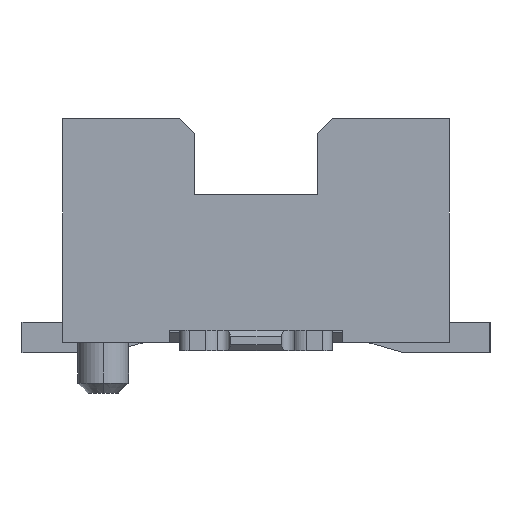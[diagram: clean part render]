
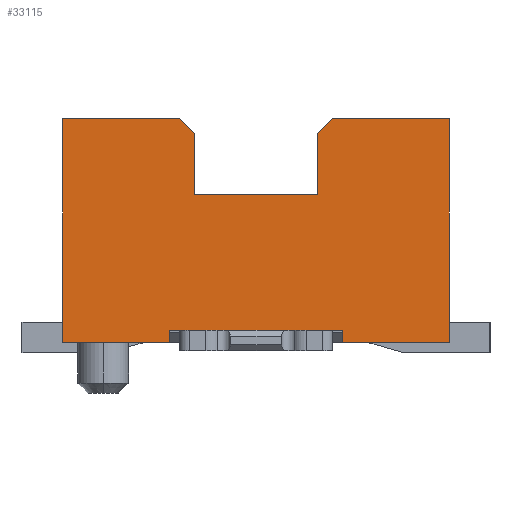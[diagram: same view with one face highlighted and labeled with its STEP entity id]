
A CAD part, left-side view. The second image highlights one B-rep face of the part: STEP entity #33115.
In plain terms, the highlighted planar face has unit normal (-1, 0, 0).
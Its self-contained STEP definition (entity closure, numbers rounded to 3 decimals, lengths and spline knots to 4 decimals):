
#3460 = VERTEX_POINT('',#3461);
#3461 = CARTESIAN_POINT('',(-4.85,1.9,2.3));
#3467 = EDGE_CURVE('',#3468,#3460,#3470,.T.);
#3468 = VERTEX_POINT('',#3469);
#3469 = CARTESIAN_POINT('',(-4.85,1.9,0.1));
#3470 = LINE('',#3471,#3472);
#3471 = CARTESIAN_POINT('',(-4.85,1.9,0.1));
#3472 = VECTOR('',#3473,1.);
#3473 = DIRECTION('',(0.,0.,1.));
#4321 = EDGE_CURVE('',#4322,#3468,#4324,.T.);
#4322 = VERTEX_POINT('',#4323);
#4323 = CARTESIAN_POINT('',(-4.85,0.85,0.1));
#4324 = LINE('',#4325,#4326);
#4325 = CARTESIAN_POINT('',(-4.85,0.85,0.1));
#4326 = VECTOR('',#4327,1.);
#4327 = DIRECTION('',(0.,1.,0.));
#4346 = VERTEX_POINT('',#4347);
#4347 = CARTESIAN_POINT('',(-4.85,-0.85,0.1));
#4353 = EDGE_CURVE('',#4354,#4346,#4356,.T.);
#4354 = VERTEX_POINT('',#4355);
#4355 = CARTESIAN_POINT('',(-4.85,-1.9,0.1));
#4356 = LINE('',#4357,#4358);
#4357 = CARTESIAN_POINT('',(-4.85,-1.9,0.1));
#4358 = VECTOR('',#4359,1.);
#4359 = DIRECTION('',(0.,1.,0.));
#5853 = VERTEX_POINT('',#5854);
#5854 = CARTESIAN_POINT('',(-4.85,0.75,2.3));
#5860 = EDGE_CURVE('',#3460,#5853,#5861,.T.);
#5861 = LINE('',#5862,#5863);
#5862 = CARTESIAN_POINT('',(-4.85,1.9,2.3));
#5863 = VECTOR('',#5864,1.);
#5864 = DIRECTION('',(0.,-1.,0.));
#32530 = VERTEX_POINT('',#32531);
#32531 = CARTESIAN_POINT('',(-4.85,-0.6,1.55));
#32537 = EDGE_CURVE('',#32530,#32538,#32540,.T.);
#32538 = VERTEX_POINT('',#32539);
#32539 = CARTESIAN_POINT('',(-4.85,0.6,1.55));
#32540 = LINE('',#32541,#32542);
#32541 = CARTESIAN_POINT('',(-4.85,-0.6,1.55));
#32542 = VECTOR('',#32543,1.);
#32543 = DIRECTION('',(0.,1.,0.));
#33065 = VERTEX_POINT('',#33066);
#33066 = CARTESIAN_POINT('',(-4.85,-0.6,2.15));
#33072 = EDGE_CURVE('',#33065,#32530,#33073,.T.);
#33073 = LINE('',#33074,#33075);
#33074 = CARTESIAN_POINT('',(-4.85,-0.6,2.15));
#33075 = VECTOR('',#33076,1.);
#33076 = DIRECTION('',(0.,0.,-1.));
#33088 = EDGE_CURVE('',#33065,#33089,#33091,.T.);
#33089 = VERTEX_POINT('',#33090);
#33090 = CARTESIAN_POINT('',(-4.85,-0.75,2.3));
#33091 = LINE('',#33092,#33093);
#33092 = CARTESIAN_POINT('',(-4.85,-0.6,2.15));
#33093 = VECTOR('',#33094,1.);
#33094 = DIRECTION('',(0.,-0.707,0.707));
#33115 = ADVANCED_FACE('',(#33116),#33191,.F.);
#33116 = FACE_BOUND('',#33117,.F.);
#33117 = EDGE_LOOP('',(#33118,#33128,#33136,#33142,#33143,#33144,#33145,
    #33153,#33159,#33160,#33161,#33162,#33170,#33176,#33177,#33185));
#33118 = ORIENTED_EDGE('',*,*,#33119,.F.);
#33119 = EDGE_CURVE('',#33120,#33122,#33124,.T.);
#33120 = VERTEX_POINT('',#33121);
#33121 = CARTESIAN_POINT('',(-4.85,0.75,0.22));
#33122 = VERTEX_POINT('',#33123);
#33123 = CARTESIAN_POINT('',(-4.85,-0.75,0.22));
#33124 = LINE('',#33125,#33126);
#33125 = CARTESIAN_POINT('',(-4.85,0.75,0.22));
#33126 = VECTOR('',#33127,1.);
#33127 = DIRECTION('',(0.,-1.,0.));
#33128 = ORIENTED_EDGE('',*,*,#33129,.T.);
#33129 = EDGE_CURVE('',#33120,#33130,#33132,.T.);
#33130 = VERTEX_POINT('',#33131);
#33131 = CARTESIAN_POINT('',(-4.85,0.85,0.22));
#33132 = LINE('',#33133,#33134);
#33133 = CARTESIAN_POINT('',(-4.85,0.75,0.22));
#33134 = VECTOR('',#33135,1.);
#33135 = DIRECTION('',(0.,1.,0.));
#33136 = ORIENTED_EDGE('',*,*,#33137,.T.);
#33137 = EDGE_CURVE('',#33130,#4322,#33138,.T.);
#33138 = LINE('',#33139,#33140);
#33139 = CARTESIAN_POINT('',(-4.85,0.85,0.22));
#33140 = VECTOR('',#33141,1.);
#33141 = DIRECTION('',(0.,0.,-1.));
#33142 = ORIENTED_EDGE('',*,*,#4321,.T.);
#33143 = ORIENTED_EDGE('',*,*,#3467,.T.);
#33144 = ORIENTED_EDGE('',*,*,#5860,.T.);
#33145 = ORIENTED_EDGE('',*,*,#33146,.T.);
#33146 = EDGE_CURVE('',#5853,#33147,#33149,.T.);
#33147 = VERTEX_POINT('',#33148);
#33148 = CARTESIAN_POINT('',(-4.85,0.6,2.15));
#33149 = LINE('',#33150,#33151);
#33150 = CARTESIAN_POINT('',(-4.85,0.75,2.3));
#33151 = VECTOR('',#33152,1.);
#33152 = DIRECTION('',(0.,-0.707,-0.707));
#33153 = ORIENTED_EDGE('',*,*,#33154,.F.);
#33154 = EDGE_CURVE('',#32538,#33147,#33155,.T.);
#33155 = LINE('',#33156,#33157);
#33156 = CARTESIAN_POINT('',(-4.85,0.6,1.55));
#33157 = VECTOR('',#33158,1.);
#33158 = DIRECTION('',(0.,0.,1.));
#33159 = ORIENTED_EDGE('',*,*,#32537,.F.);
#33160 = ORIENTED_EDGE('',*,*,#33072,.F.);
#33161 = ORIENTED_EDGE('',*,*,#33088,.T.);
#33162 = ORIENTED_EDGE('',*,*,#33163,.T.);
#33163 = EDGE_CURVE('',#33089,#33164,#33166,.T.);
#33164 = VERTEX_POINT('',#33165);
#33165 = CARTESIAN_POINT('',(-4.85,-1.9,2.3));
#33166 = LINE('',#33167,#33168);
#33167 = CARTESIAN_POINT('',(-4.85,-0.75,2.3));
#33168 = VECTOR('',#33169,1.);
#33169 = DIRECTION('',(0.,-1.,0.));
#33170 = ORIENTED_EDGE('',*,*,#33171,.F.);
#33171 = EDGE_CURVE('',#4354,#33164,#33172,.T.);
#33172 = LINE('',#33173,#33174);
#33173 = CARTESIAN_POINT('',(-4.85,-1.9,0.1));
#33174 = VECTOR('',#33175,1.);
#33175 = DIRECTION('',(0.,0.,1.));
#33176 = ORIENTED_EDGE('',*,*,#4353,.T.);
#33177 = ORIENTED_EDGE('',*,*,#33178,.T.);
#33178 = EDGE_CURVE('',#4346,#33179,#33181,.T.);
#33179 = VERTEX_POINT('',#33180);
#33180 = CARTESIAN_POINT('',(-4.85,-0.85,0.22));
#33181 = LINE('',#33182,#33183);
#33182 = CARTESIAN_POINT('',(-4.85,-0.85,0.1));
#33183 = VECTOR('',#33184,1.);
#33184 = DIRECTION('',(0.,0.,1.));
#33185 = ORIENTED_EDGE('',*,*,#33186,.T.);
#33186 = EDGE_CURVE('',#33179,#33122,#33187,.T.);
#33187 = LINE('',#33188,#33189);
#33188 = CARTESIAN_POINT('',(-4.85,-0.85,0.22));
#33189 = VECTOR('',#33190,1.);
#33190 = DIRECTION('',(0.,1.,0.));
#33191 = PLANE('',#33192);
#33192 = AXIS2_PLACEMENT_3D('',#33193,#33194,#33195);
#33193 = CARTESIAN_POINT('',(-4.85,0.,1.2));
#33194 = DIRECTION('',(1.,0.,0.));
#33195 = DIRECTION('',(0.,-1.,0.));
